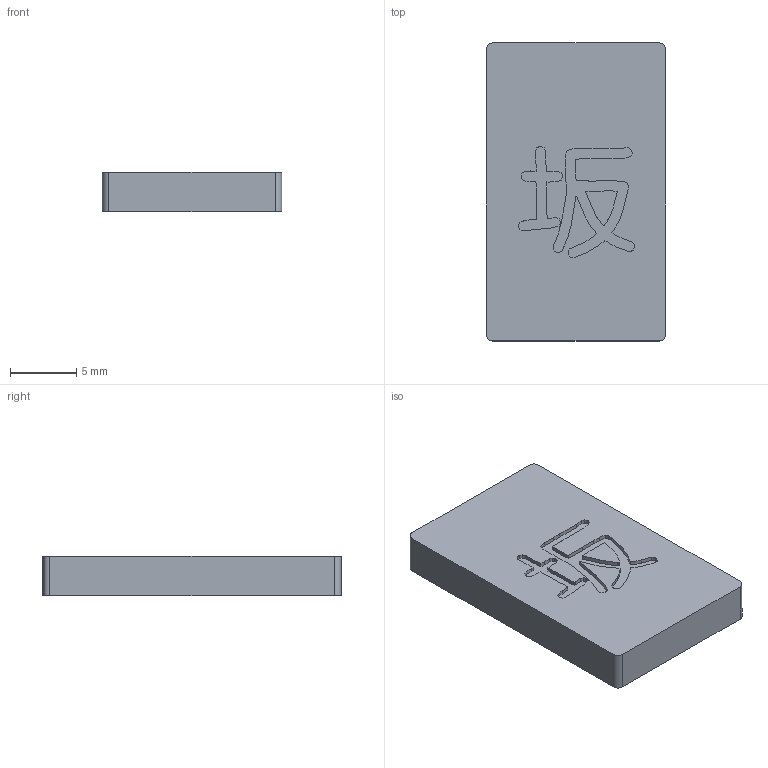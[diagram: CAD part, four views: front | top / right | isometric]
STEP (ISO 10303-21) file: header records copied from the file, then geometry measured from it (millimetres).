
FILE_DESCRIPTION(/* description */ (''),/* implementation_level */ '2;1');
FILE_NAME(/* name */ 'saka badge.step',/* time_stamp */ '2022-03-31T04:33:56-07:00',/* author */ (''),/* organization */ (''),/* preprocessor_version */ 'ST-DEVELOPER v18.1',/* originating_system */ 'Autodesk Translation Framework v10.14.0.1471',/* authorisation */ '');
FILE_SCHEMA (('AUTOMOTIVE_DESIGN { 1 0 10303 214 3 1 1 }'));
Length unit declared in the file: millimetre
Products named in the file (1): saka final
Bounding box: 13.56 x 22.53 x 3 mm (x, y, z)
Volume: 901.4 mm3; surface area: 860.4 mm2
Topology: 1 solids, 1 shells, 131 faces, 372 edges, 248 vertices
Faces by surface type: plane 77, bspline 48, cylinder 6
Full cylindrical faces by diameter (mm): 1.623 x2
Entity records: 4712 total; most frequent: CARTESIAN_POINT 1568, ORIENTED_EDGE 744, DIRECTION 456, EDGE_CURVE 372, LINE 264, VECTOR 264, VERTEX_POINT 248, EDGE_LOOP 136
